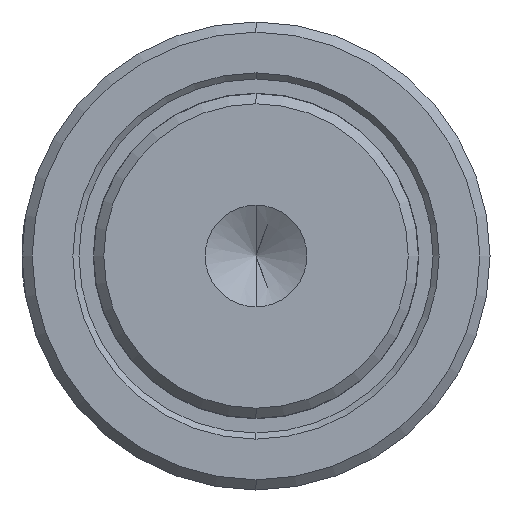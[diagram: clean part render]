
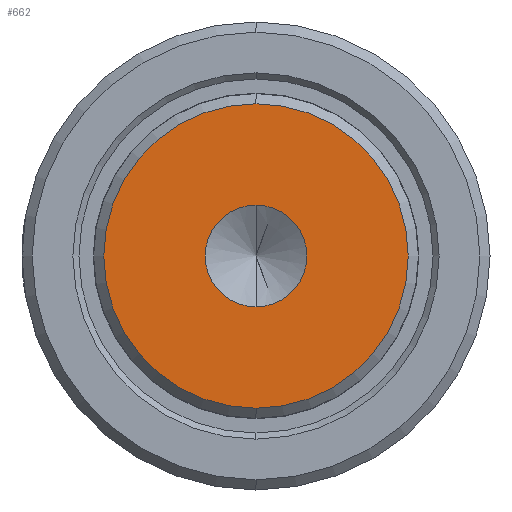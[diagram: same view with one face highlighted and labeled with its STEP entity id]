
A CAD part, left-side view. The second image highlights one B-rep face of the part: STEP entity #662.
In plain terms, the highlighted planar face has unit normal (-1, 0, 0).
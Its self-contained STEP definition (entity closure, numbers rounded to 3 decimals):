
#6 = VERTEX_POINT ( 'NONE', #1413 ) ;
#89 = CARTESIAN_POINT ( 'NONE',  ( 0., 0., 2.5 ) ) ;
#131 = PLANE ( 'NONE',  #959 ) ;
#140 = AXIS2_PLACEMENT_3D ( 'NONE', #323, #1332, #488 ) ;
#152 = AXIS2_PLACEMENT_3D ( 'NONE', #757, #751, #743 ) ;
#156 = VERTEX_POINT ( 'NONE', #710 ) ;
#157 = ORIENTED_EDGE ( 'NONE', *, *, #202, .F. ) ;
#195 = CIRCLE ( 'NONE', #1152, 2.5 ) ;
#202 = EDGE_CURVE ( 'NONE', #156, #1775, #918, .T. ) ;
#291 = FACE_OUTER_BOUND ( 'NONE', #612, .T. ) ;
#323 = CARTESIAN_POINT ( 'NONE',  ( 0., 0., 0. ) ) ;
#375 = EDGE_LOOP ( 'NONE', ( #1703, #157 ) ) ;
#422 = CIRCLE ( 'NONE', #140, 7.48 ) ;
#460 = DIRECTION ( 'NONE',  ( -1., 0., 0. ) ) ;
#465 = CARTESIAN_POINT ( 'NONE',  ( 0., 0., 0. ) ) ;
#488 = DIRECTION ( 'NONE',  ( 0., 0., 1. ) ) ;
#589 = ORIENTED_EDGE ( 'NONE', *, *, #690, .T. ) ;
#603 = AXIS2_PLACEMENT_3D ( 'NONE', #1304, #460, #1443 ) ;
#611 = DIRECTION ( 'NONE',  ( 0., 0., 1. ) ) ;
#612 = EDGE_LOOP ( 'NONE', ( #1609, #589 ) ) ;
#662 = ADVANCED_FACE ( 'NONE', ( #291, #1050 ), #131, .T. ) ;
#690 = EDGE_CURVE ( 'NONE', #6, #851, #968, .T. ) ;
#710 = CARTESIAN_POINT ( 'NONE',  ( 0., 0., -2.5 ) ) ;
#732 = EDGE_CURVE ( 'NONE', #1775, #156, #195, .T. ) ;
#743 = DIRECTION ( 'NONE',  ( 0., 0., 1. ) ) ;
#751 = DIRECTION ( 'NONE',  ( -1., 0., 0. ) ) ;
#757 = CARTESIAN_POINT ( 'NONE',  ( 0., 0., 0. ) ) ;
#829 = EDGE_CURVE ( 'NONE', #851, #6, #422, .T. ) ;
#851 = VERTEX_POINT ( 'NONE', #1183 ) ;
#865 = CARTESIAN_POINT ( 'NONE',  ( 0., 0., 0. ) ) ;
#918 = CIRCLE ( 'NONE', #152, 2.5 ) ;
#959 = AXIS2_PLACEMENT_3D ( 'NONE', #865, #1716, #1149 ) ;
#968 = CIRCLE ( 'NONE', #603, 7.48 ) ;
#1050 = FACE_BOUND ( 'NONE', #375, .T. ) ;
#1149 = DIRECTION ( 'NONE',  ( 0., 0., 1. ) ) ;
#1152 = AXIS2_PLACEMENT_3D ( 'NONE', #465, #1446, #611 ) ;
#1183 = CARTESIAN_POINT ( 'NONE',  ( 0., 0., -7.48 ) ) ;
#1304 = CARTESIAN_POINT ( 'NONE',  ( 0., 0., 0. ) ) ;
#1332 = DIRECTION ( 'NONE',  ( -1., 0., 0. ) ) ;
#1413 = CARTESIAN_POINT ( 'NONE',  ( 0., 0., 7.48 ) ) ;
#1443 = DIRECTION ( 'NONE',  ( 0., 0., 1. ) ) ;
#1446 = DIRECTION ( 'NONE',  ( -1., 0., 0. ) ) ;
#1609 = ORIENTED_EDGE ( 'NONE', *, *, #829, .T. ) ;
#1703 = ORIENTED_EDGE ( 'NONE', *, *, #732, .F. ) ;
#1716 = DIRECTION ( 'NONE',  ( -1., 0., 0. ) ) ;
#1775 = VERTEX_POINT ( 'NONE', #89 ) ;
